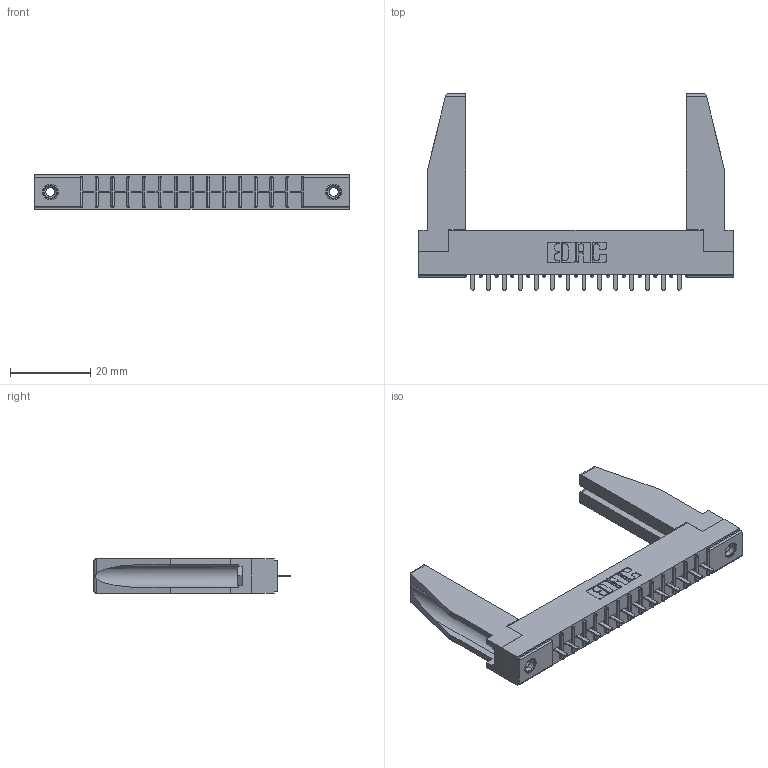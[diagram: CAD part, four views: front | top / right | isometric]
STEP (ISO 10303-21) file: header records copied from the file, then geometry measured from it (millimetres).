
FILE_DESCRIPTION (( 'STEP AP203' ), '1' );
FILE_NAME ('316-014-421-178.STEP', '2020-09-22T17:08:38', ( '' ), ( '' ), 'SwSTEP 2.0', 'SolidWorks 2020', '' );
FILE_SCHEMA (( 'CONFIG_CONTROL_DESIGN' ));
Length unit declared in the file: inch
Products named in the file (5): 345-250-001_345-250-001-102; 307-220-078; 306 Part_.156 Dia; 316-014-421-178; 306-290-001_121
Assembly tree (19 placements, depth 2):
  316-014-421-178
    306 Part_.156 Dia
    306-290-001_121  x14
    345-250-001_345-250-001-102  x2
    307-220-078  x2
Bounding box: 78.49 x 48.92 x 8.71 mm (x, y, z)
Volume: 9311.8 mm3; surface area: 11333.8 mm2
Topology: 19 solids, 19 shells, 1226 faces, 3404 edges, 2184 vertices
Faces by surface type: plane 810, cylinder 344, sphere 56, cone 12, torus 4
Entity records: 19078 total; most frequent: CARTESIAN_POINT 3199, ORIENTED_EDGE 3126, DIRECTION 3109, EDGE_CURVE 1563, VECTOR 1209, LINE 1209, VERTEX_POINT 998, AXIS2_PLACEMENT_3D 950
